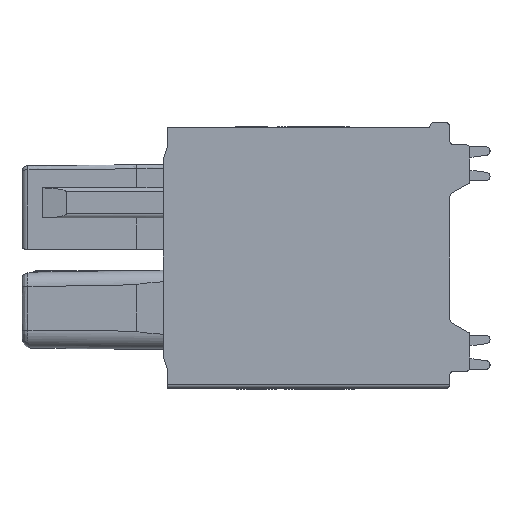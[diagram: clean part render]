
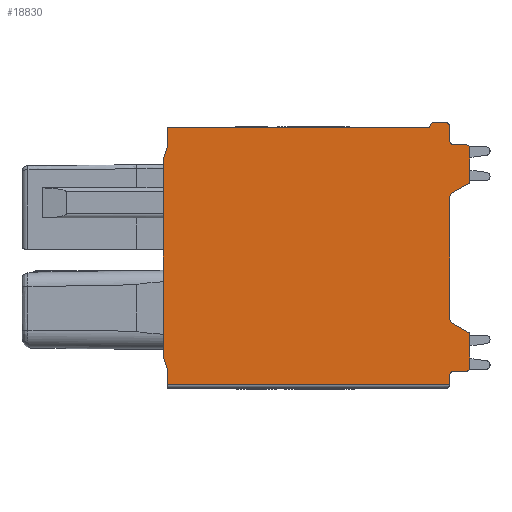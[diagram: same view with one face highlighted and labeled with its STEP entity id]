
A CAD part, left-side view. The second image highlights one B-rep face of the part: STEP entity #18830.
In plain terms, the highlighted face is planar.
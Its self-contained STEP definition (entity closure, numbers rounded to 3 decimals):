
#8560=CARTESIAN_POINT('',(34.172,44.156,-4.975));
#8570=DIRECTION('',(0.,1.,0.));
#8580=VECTOR('',#8570,1.);
#8590=LINE('',#8560,#8580);
#8600=CARTESIAN_POINT('',(34.172,46.337,-4.975));
#8610=VERTEX_POINT('',#8600);
#8620=CARTESIAN_POINT('',(34.172,46.787,-4.975));
#8630=VERTEX_POINT('',#8620);
#8640=EDGE_CURVE('',#8610,#8630,#8590,.T.);
#8860=CARTESIAN_POINT('',(34.172,49.58,-4.975));
#8870=VERTEX_POINT('',#8860);
#8900=CARTESIAN_POINT('',(34.172,44.156,-4.975));
#8910=DIRECTION('',(0.,1.,0.));
#8920=VECTOR('',#8910,1.);
#8930=LINE('',#8900,#8920);
#8940=CARTESIAN_POINT('',(34.172,55.694,-4.975));
#8950=VERTEX_POINT('',#8940);
#8960=EDGE_CURVE('',#8870,#8950,#8930,.T.);
#9180=CARTESIAN_POINT('',(34.172,58.487,-4.975));
#9190=VERTEX_POINT('',#9180);
#9220=CARTESIAN_POINT('',(34.172,58.887,-4.975));
#9230=DIRECTION('',(0.,1.,0.));
#9240=VECTOR('',#9230,1.);
#9250=LINE('',#9220,#9240);
#9260=CARTESIAN_POINT('',(34.172,59.187,-4.975));
#9270=VERTEX_POINT('',#9260);
#9280=EDGE_CURVE('',#9190,#9270,#9250,.T.);
#14940=CARTESIAN_POINT('',(34.372,58.287,-4.975));
#14950=VERTEX_POINT('',#14940);
#14980=CARTESIAN_POINT('',(34.372,58.487,-4.975));
#14990=DIRECTION('',(0.,0.,1.));
#15000=DIRECTION('',(1.,0.,0.));
#15010=AXIS2_PLACEMENT_3D('',#14980,#14990,#15000);
#15020=CIRCLE('',#15010,0.2);
#15030=EDGE_CURVE('',#9190,#14950,#15020,.T.);
#15330=CARTESIAN_POINT('',(34.972,58.287,-4.975));
#15340=VERTEX_POINT('',#15330);
#15370=CARTESIAN_POINT('',(31.861,58.287,-4.975));
#15380=DIRECTION('',(1.,0.,0.));
#15390=VECTOR('',#15380,1.);
#15400=LINE('',#15370,#15390);
#15410=EDGE_CURVE('',#14950,#15340,#15400,.T.);
#16210=CARTESIAN_POINT('',(34.272,55.867,-4.975));
#16220=VERTEX_POINT('',#16210);
#16270=CARTESIAN_POINT('',(34.372,55.694,-4.975));
#16280=DIRECTION('',(0.,0.,1.));
#16290=DIRECTION('',(1.,0.,0.));
#16300=AXIS2_PLACEMENT_3D('',#16270,#16280,#16290);
#16310=CIRCLE('',#16300,0.2);
#16320=EDGE_CURVE('',#16220,#8950,#16310,.T.);
#16530=CARTESIAN_POINT('',(35.072,56.329,-4.975));
#16540=VERTEX_POINT('',#16530);
#16590=CARTESIAN_POINT('',(31.861,54.475,-4.975));
#16600=DIRECTION('',(0.866,0.5,0.));
#16610=VECTOR('',#16600,1.);
#16620=LINE('',#16590,#16610);
#16630=EDGE_CURVE('',#16220,#16540,#16620,.T.);
#16860=CARTESIAN_POINT('',(35.172,58.087,-4.975));
#16870=VERTEX_POINT('',#16860);
#16900=CARTESIAN_POINT('',(34.972,58.087,-4.975));
#16910=DIRECTION('',(0.,0.,-1.));
#16920=DIRECTION('',(-1.,0.,0.));
#16930=AXIS2_PLACEMENT_3D('',#16900,#16910,#16920);
#16940=CIRCLE('',#16930,0.2);
#16950=EDGE_CURVE('',#15340,#16870,#16940,.T.);
#17070=CARTESIAN_POINT('',(32.961,54.617,-4.975));
#17080=DIRECTION('',(0.,0.,-1.));
#17090=DIRECTION('',(1.,0.,0.));
#17100=AXIS2_PLACEMENT_3D('',#17070,#17080,#17090);
#17110=PLANE('',#17100);
#17120=CARTESIAN_POINT('',(20.072,44.156,-4.975));
#17130=DIRECTION('',(0.,1.,0.));
#17140=VECTOR('',#17130,1.);
#17150=LINE('',#17120,#17140);
#17160=CARTESIAN_POINT('',(20.072,46.337,-4.975));
#17170=VERTEX_POINT('',#17160);
#17180=CARTESIAN_POINT('',(20.072,47.137,-4.975));
#17190=VERTEX_POINT('',#17180);
#17200=EDGE_CURVE('',#17170,#17190,#17150,.T.);
#17210=ORIENTED_EDGE('',*,*,#17200,.F.);
#17220=CARTESIAN_POINT('',(21.157,44.156,-4.975));
#17230=DIRECTION('',(-0.342,0.94,0.));
#17240=VECTOR('',#17230,1.);
#17250=LINE('',#17220,#17240);
#17260=CARTESIAN_POINT('',(19.872,47.686,-4.975));
#17270=VERTEX_POINT('',#17260);
#17280=EDGE_CURVE('',#17190,#17270,#17250,.T.);
#17290=ORIENTED_EDGE('',*,*,#17280,.F.);
#17300=CARTESIAN_POINT('',(19.872,50.656,-4.975));
#17310=DIRECTION('',(0.,-1.,0.));
#17320=VECTOR('',#17310,1.);
#17330=LINE('',#17300,#17320);
#17340=CARTESIAN_POINT('',(19.872,57.587,-4.975));
#17350=VERTEX_POINT('',#17340);
#17360=EDGE_CURVE('',#17350,#17270,#17330,.T.);
#17370=ORIENTED_EDGE('',*,*,#17360,.T.);
#17380=CARTESIAN_POINT('',(14.984,44.156,-4.975));
#17390=DIRECTION('',(0.342,0.94,0.));
#17400=VECTOR('',#17390,1.);
#17410=LINE('',#17380,#17400);
#17420=CARTESIAN_POINT('',(20.072,58.137,-4.975));
#17430=VERTEX_POINT('',#17420);
#17440=EDGE_CURVE('',#17350,#17430,#17410,.T.);
#17450=ORIENTED_EDGE('',*,*,#17440,.F.);
#17460=CARTESIAN_POINT('',(20.072,44.156,-4.975));
#17470=DIRECTION('',(0.,1.,0.));
#17480=VECTOR('',#17470,1.);
#17490=LINE('',#17460,#17480);
#17500=CARTESIAN_POINT('',(20.072,59.137,-4.975));
#17510=VERTEX_POINT('',#17500);
#17520=EDGE_CURVE('',#17430,#17510,#17490,.T.);
#17530=ORIENTED_EDGE('',*,*,#17520,.F.);
#17540=CARTESIAN_POINT('',(31.861,59.137,-4.975));
#17550=DIRECTION('',(-1.,0.,0.));
#17560=VECTOR('',#17550,1.);
#17570=LINE('',#17540,#17560);
#17580=CARTESIAN_POINT('',(33.172,59.137,-4.975));
#17590=VERTEX_POINT('',#17580);
#17600=EDGE_CURVE('',#17590,#17510,#17570,.T.);
#17610=ORIENTED_EDGE('',*,*,#17600,.T.);
#17620=CARTESIAN_POINT('',(33.172,59.337,-4.975));
#17630=DIRECTION('',(0.,-1.,0.));
#17640=VECTOR('',#17630,1.);
#17650=LINE('',#17620,#17640);
#17660=CARTESIAN_POINT('',(33.172,59.187,-4.975));
#17670=VERTEX_POINT('',#17660);
#17680=EDGE_CURVE('',#17670,#17590,#17650,.T.);
#17690=ORIENTED_EDGE('',*,*,#17680,.T.);
#17700=CARTESIAN_POINT('',(33.372,59.187,-4.975));
#17710=DIRECTION('',(0.,0.,-1.));
#17720=DIRECTION('',(-1.,0.,0.));
#17730=AXIS2_PLACEMENT_3D('',#17700,#17710,#17720);
#17740=CIRCLE('',#17730,0.2);
#17750=CARTESIAN_POINT('',(33.372,59.387,-4.975));
#17760=VERTEX_POINT('',#17750);
#17770=EDGE_CURVE('',#17670,#17760,#17740,.T.);
#17780=ORIENTED_EDGE('',*,*,#17770,.F.);
#17790=CARTESIAN_POINT('',(32.372,59.387,-4.975));
#17800=DIRECTION('',(-1.,0.,0.));
#17810=VECTOR('',#17800,1.);
#17820=LINE('',#17790,#17810);
#17830=CARTESIAN_POINT('',(33.972,59.387,-4.975));
#17840=VERTEX_POINT('',#17830);
#17850=EDGE_CURVE('',#17840,#17760,#17820,.T.);
#17860=ORIENTED_EDGE('',*,*,#17850,.T.);
#17870=CARTESIAN_POINT('',(33.972,59.187,-4.975));
#17880=DIRECTION('',(0.,0.,1.));
#17890=DIRECTION('',(1.,0.,0.));
#17900=AXIS2_PLACEMENT_3D('',#17870,#17880,#17890);
#17910=CIRCLE('',#17900,0.2);
#17920=EDGE_CURVE('',#9270,#17840,#17910,.T.);
#17930=ORIENTED_EDGE('',*,*,#17920,.T.);
#17940=ORIENTED_EDGE('',*,*,#9280,.T.);
#17950=ORIENTED_EDGE('',*,*,#15030,.F.);
#17960=ORIENTED_EDGE('',*,*,#15410,.F.);
#17970=ORIENTED_EDGE('',*,*,#16950,.F.);
#17980=CARTESIAN_POINT('',(35.172,56.656,-4.975));
#17990=DIRECTION('',(0.,-1.,0.));
#18000=VECTOR('',#17990,1.);
#18010=LINE('',#17980,#18000);
#18020=CARTESIAN_POINT('',(35.172,56.502,-4.975));
#18030=VERTEX_POINT('',#18020);
#18040=EDGE_CURVE('',#16870,#18030,#18010,.T.);
#18050=ORIENTED_EDGE('',*,*,#18040,.F.);
#18060=CARTESIAN_POINT('',(34.972,56.502,-4.975)
);
#18070=DIRECTION('',(0.,0.,-1.));
#18080=DIRECTION('',(-1.,0.,0.));
#18090=AXIS2_PLACEMENT_3D('',#18060,#18070,#18080);
#18100=CIRCLE('',#18090,0.2);
#18110=EDGE_CURVE('',#18030,#16540,#18100,.T.);
#18120=ORIENTED_EDGE('',*,*,#18110,.F.);
#18130=ORIENTED_EDGE('',*,*,#16630,.T.);
#18140=ORIENTED_EDGE('',*,*,#16320,.F.);
#18150=ORIENTED_EDGE('',*,*,#8960,.T.);
#18160=CARTESIAN_POINT('',(34.372,49.58,-4.975));
#18170=DIRECTION('',(0.,0.,-1.));
#18180=DIRECTION('',(1.,0.,0.));
#18190=AXIS2_PLACEMENT_3D('',#18160,#18170,#18180);
#18200=CIRCLE('',#18190,0.2);
#18210=CARTESIAN_POINT('',(34.272,49.407,-4.975));
#18220=VERTEX_POINT('',#18210);
#18230=EDGE_CURVE('',#18220,#8870,#18200,.T.);
#18240=ORIENTED_EDGE('',*,*,#18230,.T.);
#18250=CARTESIAN_POINT('',(31.861,50.799,-4.975));
#18260=DIRECTION('',(-0.866,0.5,0.));
#18270=VECTOR('',#18260,1.);
#18280=LINE('',#18250,#18270);
#18290=CARTESIAN_POINT('',(35.072,48.945,-4.975));
#18300=VERTEX_POINT('',#18290);
#18310=EDGE_CURVE('',#18300,#18220,#18280,.T.);
#18320=ORIENTED_EDGE('',*,*,#18310,.T.);
#18330=CARTESIAN_POINT('',(34.972,48.771,-4.975));
#18340=DIRECTION('',(0.,0.,1.));
#18350=DIRECTION('',(-1.,0.,0.));
#18360=AXIS2_PLACEMENT_3D('',#18330,#18340,#18350);
#18370=CIRCLE('',#18360,0.2);
#18380=CARTESIAN_POINT('',(35.172,48.771,-4.975));
#18390=VERTEX_POINT('',#18380);
#18400=EDGE_CURVE('',#18390,#18300,#18370,.T.);
#18410=ORIENTED_EDGE('',*,*,#18400,.T.);
#18420=CARTESIAN_POINT('',(35.172,48.617,-4.975));
#18430=DIRECTION('',(0.,1.,0.));
#18440=VECTOR('',#18430,1.);
#18450=LINE('',#18420,#18440);
#18460=CARTESIAN_POINT('',(35.172,47.187,-4.975));
#18470=VERTEX_POINT('',#18460);
#18480=EDGE_CURVE('',#18470,#18390,#18450,.T.);
#18490=ORIENTED_EDGE('',*,*,#18480,.T.);
#18500=CARTESIAN_POINT('',(34.972,47.187,-4.975));
#18510=DIRECTION('',(0.,0.,1.));
#18520=DIRECTION('',(-1.,0.,0.));
#18530=AXIS2_PLACEMENT_3D('',#18500,#18510,#18520);
#18540=CIRCLE('',#18530,0.2);
#18550=CARTESIAN_POINT('',(34.972,46.987,-4.975));
#18560=VERTEX_POINT('',#18550);
#18570=EDGE_CURVE('',#18560,#18470,#18540,.T.);
#18580=ORIENTED_EDGE('',*,*,#18570,.T.);
#18590=CARTESIAN_POINT('',(31.861,46.987,-4.975));
#18600=DIRECTION('',(1.,0.,0.));
#18610=VECTOR('',#18600,1.);
#18620=LINE('',#18590,#18610);
#18630=CARTESIAN_POINT('',(34.372,46.987,-4.975));
#18640=VERTEX_POINT('',#18630);
#18650=EDGE_CURVE('',#18640,#18560,#18620,.T.);
#18660=ORIENTED_EDGE('',*,*,#18650,.T.);
#18670=CARTESIAN_POINT('',(34.372,46.787,-4.975));
#18680=DIRECTION('',(0.,0.,-1.));
#18690=DIRECTION('',(1.,0.,0.));
#18700=AXIS2_PLACEMENT_3D('',#18670,#18680,#18690);
#18710=CIRCLE('',#18700,0.2);
#18720=EDGE_CURVE('',#8630,#18640,#18710,.T.);
#18730=ORIENTED_EDGE('',*,*,#18720,.T.);
#18740=ORIENTED_EDGE('',*,*,#8640,.T.);
#18750=CARTESIAN_POINT('',(31.861,46.337,-4.975));
#18760=DIRECTION('',(-1.,0.,0.));
#18770=VECTOR('',#18760,1.);
#18780=LINE('',#18750,#18770);
#18790=EDGE_CURVE('',#8610,#17170,#18780,.T.);
#18800=ORIENTED_EDGE('',*,*,#18790,.F.);
#18810=EDGE_LOOP('',(#18800,#18740,#18730,#18660,#18580,#18490,#18410,
#18320,#18240,#18150,#18140,#18130,#18120,#18050,#17970,#17960,#17950,
#17940,#17930,#17860,#17780,#17690,#17610,#17530,#17450,#17370,#17290,
#17210));
#18820=FACE_OUTER_BOUND('',#18810,.T.);
#18830=ADVANCED_FACE('',(#18820),#17110,.F.);
